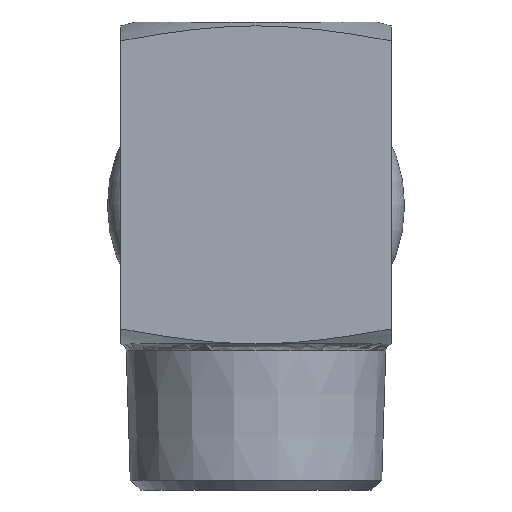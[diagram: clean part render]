
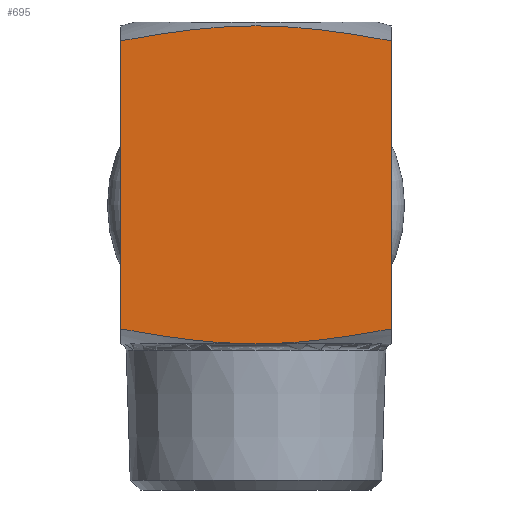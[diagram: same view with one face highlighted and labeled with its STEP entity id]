
A CAD part, front view. The second image highlights one B-rep face of the part: STEP entity #695.
In plain terms, the highlighted planar face has unit normal (0, -1, 0).
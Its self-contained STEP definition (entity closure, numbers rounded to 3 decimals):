
#20=(
BOUNDED_CURVE()
B_SPLINE_CURVE(2,(#1247,#1248,#1249),.UNSPECIFIED.,.F.,.F.)
B_SPLINE_CURVE_WITH_KNOTS((3,3),(0.02,1.317),
 .UNSPECIFIED.)
CURVE()
GEOMETRIC_REPRESENTATION_ITEM()
RATIONAL_B_SPLINE_CURVE((1.006,1.197,1.213))
REPRESENTATION_ITEM('')
);
#23=(
BOUNDED_CURVE()
B_SPLINE_CURVE(2,(#1258,#1259,#1260),.UNSPECIFIED.,.F.,.F.)
B_SPLINE_CURVE_WITH_KNOTS((3,3),(1.557,2.855),
 .UNSPECIFIED.)
CURVE()
GEOMETRIC_REPRESENTATION_ITEM()
RATIONAL_B_SPLINE_CURVE((1.213,1.197,1.006))
REPRESENTATION_ITEM('')
);
#25=(
BOUNDED_CURVE()
B_SPLINE_CURVE(2,(#1303,#1304,#1305),.UNSPECIFIED.,.F.,.F.)
B_SPLINE_CURVE_WITH_KNOTS((3,3),(2.975,4.928),
 .UNSPECIFIED.)
CURVE()
GEOMETRIC_REPRESENTATION_ITEM()
RATIONAL_B_SPLINE_CURVE((1.661,1.661,1.376))
REPRESENTATION_ITEM('')
);
#26=(
BOUNDED_CURVE()
B_SPLINE_CURVE(2,(#1312,#1313,#1314),.UNSPECIFIED.,.F.,.F.)
B_SPLINE_CURVE_WITH_KNOTS((3,3),(1.021,2.975),
 .UNSPECIFIED.)
CURVE()
GEOMETRIC_REPRESENTATION_ITEM()
RATIONAL_B_SPLINE_CURVE((1.376,1.661,1.661))
REPRESENTATION_ITEM('')
);
#30=B_SPLINE_CURVE_WITH_KNOTS('',3,(#1192,#1193,#1194,#1195,#1196,#1197,
#1198),.UNSPECIFIED.,.F.,.F.,(4,3,4),(-0.092,0.,0.092),
 .UNSPECIFIED.);
#61=PLANE('',#822);
#96=FACE_OUTER_BOUND('',#136,.T.);
#136=EDGE_LOOP('',(#627,#628,#629,#630,#631,#632,#633));
#159=LINE('',#1323,#181);
#161=LINE('',#1326,#183);
#181=VECTOR('',#1046,10.);
#183=VECTOR('',#1050,10.);
#297=VERTEX_POINT('',#1189);
#298=VERTEX_POINT('',#1191);
#309=VERTEX_POINT('',#1246);
#310=VERTEX_POINT('',#1254);
#323=VERTEX_POINT('',#1297);
#325=VERTEX_POINT('',#1302);
#328=VERTEX_POINT('',#1311);
#389=EDGE_CURVE('',#297,#298,#30,.T.);
#404=EDGE_CURVE('',#309,#298,#20,.T.);
#407=EDGE_CURVE('',#297,#310,#23,.T.);
#426=EDGE_CURVE('',#325,#323,#25,.T.);
#430=EDGE_CURVE('',#328,#325,#26,.T.);
#433=EDGE_CURVE('',#310,#328,#159,.T.);
#435=EDGE_CURVE('',#309,#323,#161,.T.);
#627=ORIENTED_EDGE('',*,*,#430,.T.);
#628=ORIENTED_EDGE('',*,*,#426,.T.);
#629=ORIENTED_EDGE('',*,*,#435,.F.);
#630=ORIENTED_EDGE('',*,*,#404,.T.);
#631=ORIENTED_EDGE('',*,*,#389,.F.);
#632=ORIENTED_EDGE('',*,*,#407,.T.);
#633=ORIENTED_EDGE('',*,*,#433,.T.);
#695=ADVANCED_FACE('',(#96),#61,.T.);
#822=AXIS2_PLACEMENT_3D('',#1325,#1048,#1049);
#1046=DIRECTION('',(0.,0.,1.));
#1048=DIRECTION('center_axis',(0.,-1.,0.));
#1049=DIRECTION('ref_axis',(0.,0.,-1.));
#1050=DIRECTION('',(0.,0.,1.));
#1189=CARTESIAN_POINT('',(0.983,-14.,15.157));
#1191=CARTESIAN_POINT('',(-0.983,-14.,15.157));
#1192=CARTESIAN_POINT('Ctrl Pts',(0.983,-14.,15.157));
#1193=CARTESIAN_POINT('Ctrl Pts',(0.646,-14.,15.15));
#1194=CARTESIAN_POINT('Ctrl Pts',(0.307,-14.,15.147));
#1195=CARTESIAN_POINT('Ctrl Pts',(0.,-14.,15.147));
#1196=CARTESIAN_POINT('Ctrl Pts',(-0.307,-14.,15.147));
#1197=CARTESIAN_POINT('Ctrl Pts',(-0.646,-14.,15.15));
#1198=CARTESIAN_POINT('Ctrl Pts',(-0.983,-14.,15.157));
#1246=CARTESIAN_POINT('',(-14.,-14.,16.701));
#1247=CARTESIAN_POINT('Ctrl Pts',(-14.,-14.,16.701));
#1248=CARTESIAN_POINT('Ctrl Pts',(-6.383,-14.,15.258));
#1249=CARTESIAN_POINT('Ctrl Pts',(-0.983,-14.,15.157));
#1254=CARTESIAN_POINT('',(14.,-14.,16.701));
#1258=CARTESIAN_POINT('Ctrl Pts',(0.983,-14.,15.157));
#1259=CARTESIAN_POINT('Ctrl Pts',(6.383,-14.,15.258));
#1260=CARTESIAN_POINT('Ctrl Pts',(14.,-14.,16.701));
#1297=CARTESIAN_POINT('',(-14.,-14.,46.544));
#1302=CARTESIAN_POINT('',(0.,-14.,48.098));
#1303=CARTESIAN_POINT('Ctrl Pts',(0.,-14.,48.098));
#1304=CARTESIAN_POINT('Ctrl Pts',(-5.799,-14.,48.098));
#1305=CARTESIAN_POINT('Ctrl Pts',(-14.,-14.,46.544));
#1311=CARTESIAN_POINT('',(14.,-14.,46.544));
#1312=CARTESIAN_POINT('Ctrl Pts',(14.,-14.,46.544));
#1313=CARTESIAN_POINT('Ctrl Pts',(5.799,-14.,48.098));
#1314=CARTESIAN_POINT('Ctrl Pts',(0.,-14.,48.098));
#1323=CARTESIAN_POINT('',(14.,-14.,0.));
#1325=CARTESIAN_POINT('Origin',(14.,-14.,0.));
#1326=CARTESIAN_POINT('',(-14.,-14.,0.));
